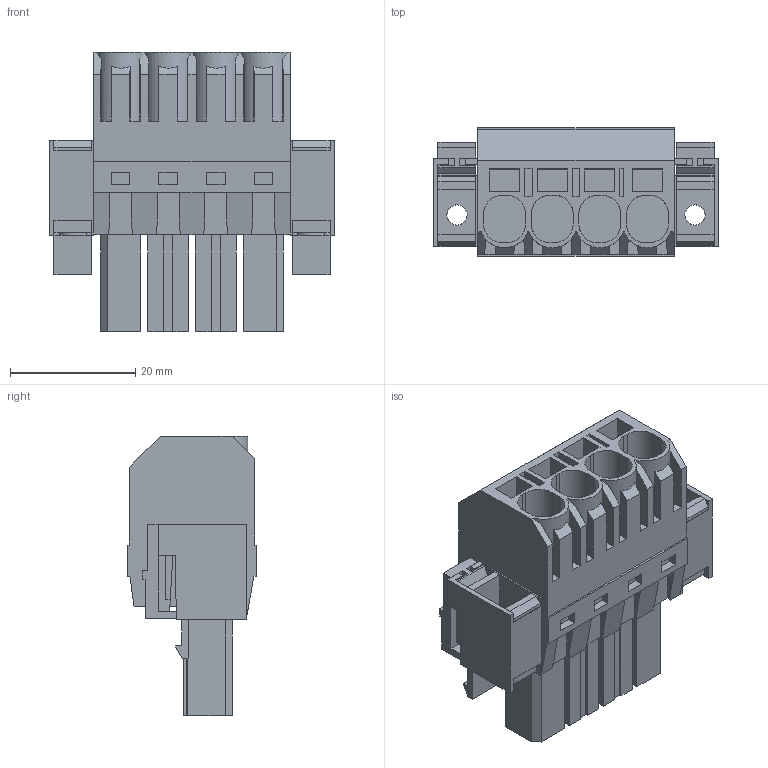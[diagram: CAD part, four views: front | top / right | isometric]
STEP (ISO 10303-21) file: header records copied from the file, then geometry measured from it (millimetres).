
FILE_DESCRIPTION(('CATIA V5 STEP Exchange','CAx-IF Rec.Pracs.--- Model Styling and Organization---1.4--- 2014-01-23'),'2;1');
FILE_NAME ('D1447931_1_1060470000_1060470000.stp','2023-09-07T12:48:45+00:00',('none'),('Weidmueller'),'CATIA Version 5-6 Release 2016 SP3 HF44','CATIA V5 STEP AP214','none');
FILE_SCHEMA(('AUTOMOTIVE_DESIGN { 1 0 10303 214 1 1 1 1 }'));
Length unit declared in the file: millimetre
Products named in the file (1): 1060470000
Bounding box: 45.72 x 20.6 x 44.7 mm (x, y, z)
Volume: 19337 mm3; surface area: 12164.3 mm2
Topology: 3 solids, 3 shells, 521 faces, 1502 edges, 1012 vertices
Faces by surface type: plane 493, cylinder 28
Entity records: 16401 total; most frequent: CARTESIAN_POINT 3143, ORIENTED_EDGE 3004, DIRECTION 2223, EDGE_CURVE 1502, VECTOR 1430, LINE 1430, VERTEX_POINT 1012, EDGE_LOOP 554
